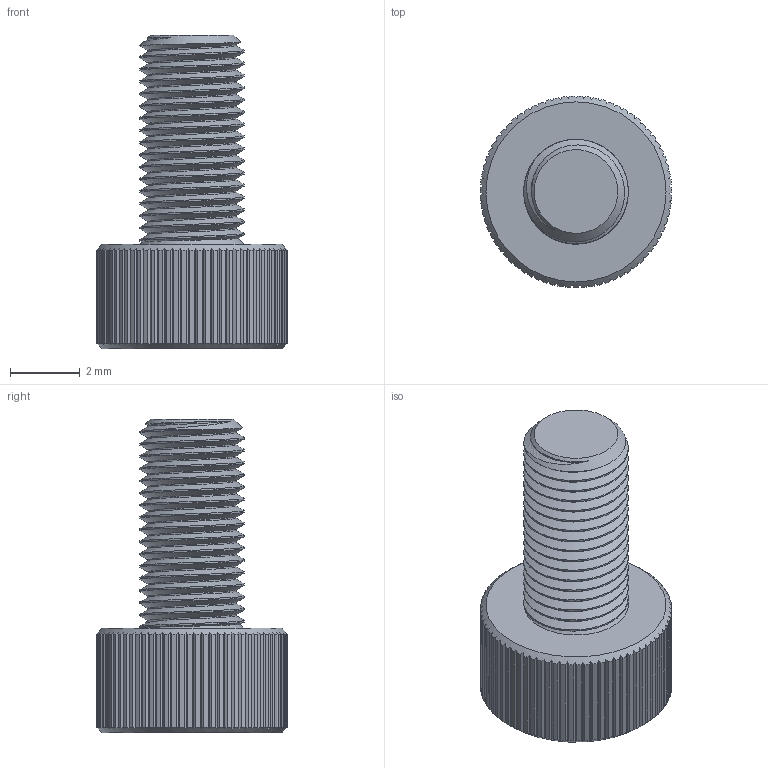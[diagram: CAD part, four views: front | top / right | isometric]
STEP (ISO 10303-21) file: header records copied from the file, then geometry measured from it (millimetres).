
FILE_DESCRIPTION(/* description */ (''),/* implementation_level */ '2;1');
FILE_NAME(/* name */ '90751A110_18-8 Stainless Steel Socket Head Screws_ipt_c71433d4.STEP',/* time_stamp */ '2024-05-28T14:29:12+01:00',/* author */ ('rlndo'),/* organization */ (''),/* preprocessor_version */ 'ST-DEVELOPER v16.13',/* originating_system */ 'Autodesk Inventor 2018',/* authorisation */ '');
FILE_SCHEMA (('AUTOMOTIVE_DESIGN { 1 0 10303 214 3 1 1 }'));
Length unit declared in the file: millimetre
Products named in the file (1): 90751A110_18-8 Stainless Steel Socket Head Screws
Bounding box: 5.5 x 5.5 x 9 mm (x, y, z)
Volume: 96.2 mm3; surface area: 208.4 mm2
Topology: 1 solids, 1 shells, 249 faces, 729 edges, 484 vertices
Faces by surface type: plane 160, cylinder 76, cone 10, bspline 3
Entity records: 19139 total; most frequent: CARTESIAN_POINT 13015, ORIENTED_EDGE 1446, DIRECTION 1055, EDGE_CURVE 723, VERTEX_POINT 481, AXIS2_PLACEMENT_3D 409, B_SPLINE_CURVE_WITH_KNOTS 318, EDGE_LOOP 254
